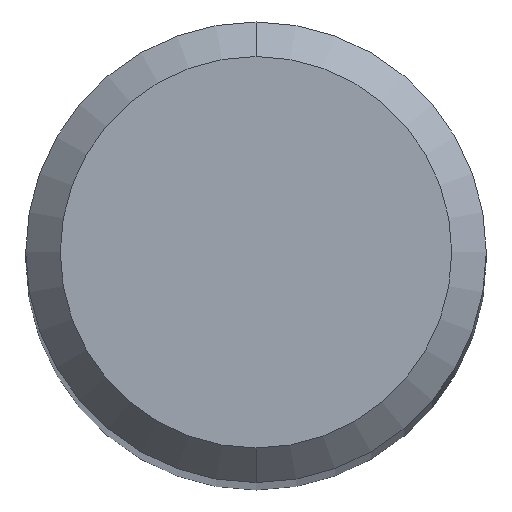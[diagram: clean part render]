
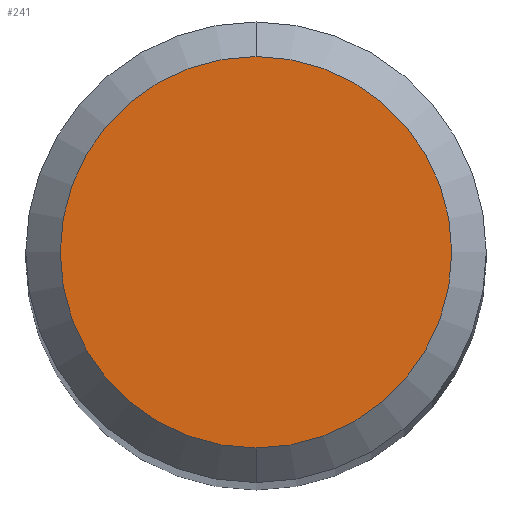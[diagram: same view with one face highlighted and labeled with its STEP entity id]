
A CAD part, top view. The second image highlights one B-rep face of the part: STEP entity #241.
In plain terms, the highlighted planar face has unit normal (0, 0, 1).
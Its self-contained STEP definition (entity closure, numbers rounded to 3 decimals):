
#201=VERTEX_POINT('',#522);
#241=ADVANCED_FACE('',(#566),#567,.T.);
#313=VERTEX_POINT('',#645);
#329=EDGE_CURVE('',#201,#313,#665,.T.);
#465=EDGE_CURVE('',#313,#201,#812,.T.);
#522=CARTESIAN_POINT('',(0.,-1.7,0.0));
#566=FACE_OUTER_BOUND('',#942,.T.);
#567=PLANE('',#943);
#645=CARTESIAN_POINT('',(0.0,1.7,0.0));
#665=CIRCLE('',#1094,1.7);
#812=CIRCLE('',#1464,1.7);
#942=EDGE_LOOP('',(#1582,#1583));
#943=AXIS2_PLACEMENT_3D('',#1584,#1585,#1586);
#1094=AXIS2_PLACEMENT_3D('',#1694,#1695,#1696);
#1464=AXIS2_PLACEMENT_3D('',#1833,#1834,#1835);
#1582=ORIENTED_EDGE('',*,*,#465,.F.);
#1583=ORIENTED_EDGE('',*,*,#329,.F.);
#1584=CARTESIAN_POINT('',(0.0,0.85,0.0));
#1585=DIRECTION('',(-0.0,0.0,1.0));
#1586=DIRECTION('',(0.0,-1.0,0.0));
#1694=CARTESIAN_POINT('',(0.0,0.0,0.0));
#1695=DIRECTION('',(0.0,0.0,-1.0));
#1696=DIRECTION('',(0.0,1.0,0.0));
#1833=CARTESIAN_POINT('',(0.0,0.0,0.0));
#1834=DIRECTION('',(0.0,0.0,-1.0));
#1835=DIRECTION('',(0.0,1.0,0.0));
